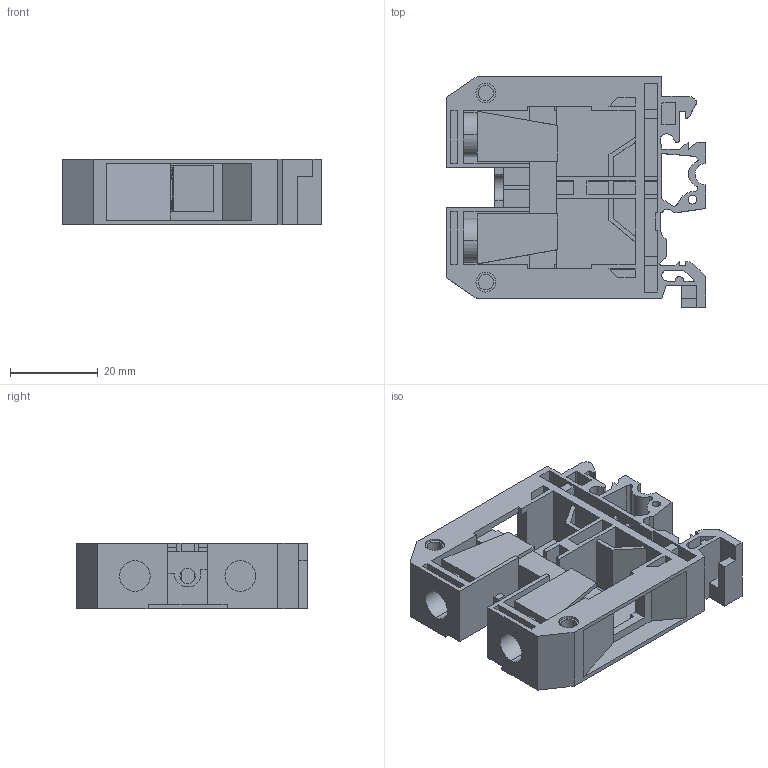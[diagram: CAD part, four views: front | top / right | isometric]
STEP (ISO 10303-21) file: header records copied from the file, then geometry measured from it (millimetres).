
FILE_DESCRIPTION (( 'STEP AP203' ), '1' );
FILE_NAME ('YZN10-035-K07 Çàæèì íàáîðíûé ÇÍÈ-35ìì2 (JXB125À) ñèíèé ÈÝÊ.STEP', '2016-08-24T09:24:33', ( '' ), ( '' ), 'SwSTEP 2.0', 'SolidWorks 2014', '' );
FILE_SCHEMA (( 'CONFIG_CONTROL_DESIGN' ));
Length unit declared in the file: millimetre
Products named in the file (1): YZN10-035-K07 Çàæèì íàáîðíûé ÇÍÈ-35ìì2 (JXB125À) ñèíèé      ÈÝÊ
Bounding box: 59 x 52.5 x 15 mm (x, y, z)
Volume: 20081 mm3; surface area: 19634 mm2
Topology: 1 solids, 1 shells, 488 faces, 1328 edges, 874 vertices
Faces by surface type: plane 392, cylinder 62, bspline 34
Entity records: 17261 total; most frequent: CARTESIAN_POINT 4925, ORIENTED_EDGE 2656, DIRECTION 2298, EDGE_CURVE 1328, LINE 1132, VECTOR 1132, VERTEX_POINT 874, AXIS2_PLACEMENT_3D 583
